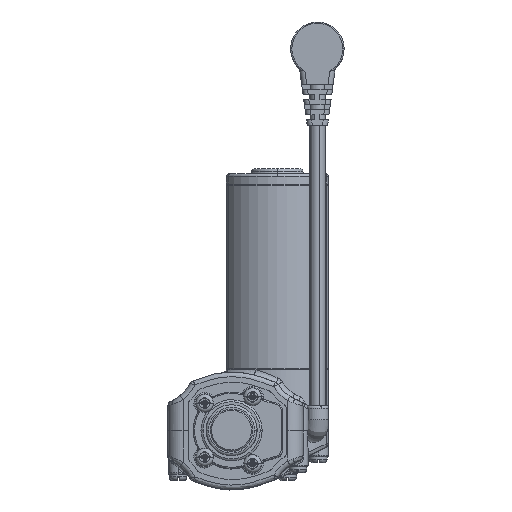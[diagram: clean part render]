
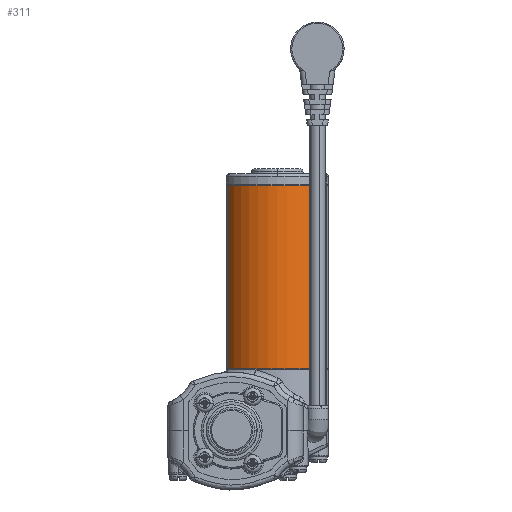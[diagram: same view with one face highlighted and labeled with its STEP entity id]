
A CAD part, top view. The second image highlights one B-rep face of the part: STEP entity #311.
In plain terms, the highlighted cylindrical face has radius 22.5 mm (diameter 45 mm), a partial arc.
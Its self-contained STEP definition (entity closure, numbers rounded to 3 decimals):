
#223 = VERTEX_POINT ( 'NONE', #8306 ) ;
#227 = EDGE_CURVE ( 'NONE', #228, #223, #8416, .T. ) ;
#228 = VERTEX_POINT ( 'NONE', #8411 ) ;
#262 = EDGE_CURVE ( 'NONE', #101406, #223, #8446, .T. ) ;
#281 = ORIENTED_EDGE ( 'NONE', *, *, #227, .T. ) ;
#282 = ORIENTED_EDGE ( 'NONE', *, *, #262, .F. ) ;
#283 = ORIENTED_EDGE ( 'NONE', *, *, #101498, .F. ) ;
#285 = ORIENTED_EDGE ( 'NONE', *, *, #307, .T. ) ;
#307 = EDGE_CURVE ( 'NONE', #101495, #228, #8597, .T. ) ;
#311 = ADVANCED_FACE ( 'NONE', ( #8581 ), #8579, .T. ) ;
#359 = EDGE_LOOP ( 'NONE', ( #281, #282, #283, #285 ) ) ;
#8306 = CARTESIAN_POINT ( 'NONE',  ( 37.286, 24.5, 45.589 ) ) ;
#8411 = CARTESIAN_POINT ( 'NONE',  ( -1.286, 24.5, 45.589 ) ) ;
#8412 = DIRECTION ( 'NONE',  ( 0., 0., 1. ) ) ;
#8413 = DIRECTION ( 'NONE',  ( 0., 1., 0. ) ) ;
#8414 = CARTESIAN_POINT ( 'NONE',  ( 18., 24.5, 34. ) ) ;
#8415 = AXIS2_PLACEMENT_3D ( 'NONE', #8414, #8413, #8412 ) ;
#8416 = CIRCLE ( 'NONE', #8415, 22.5 ) ;
#8443 = DIRECTION ( 'NONE',  ( 0., -1., 0. ) ) ;
#8444 = VECTOR ( 'NONE', #8443, 1000. ) ;
#8445 = CARTESIAN_POINT ( 'NONE',  ( 37.286, 96.4, 45.589 ) ) ;
#8446 = LINE ( 'NONE', #8445, #8444 ) ;
#8569 = DIRECTION ( 'NONE',  ( 0., 0., -1. ) ) ;
#8572 = DIRECTION ( 'NONE',  ( 0., -1., 0. ) ) ;
#8574 = CARTESIAN_POINT ( 'NONE',  ( 18., 96.4, 34. ) ) ;
#8576 = AXIS2_PLACEMENT_3D ( 'NONE', #8574, #8572, #8569 ) ;
#8579 = CYLINDRICAL_SURFACE ( 'NONE', #8576, 22.5 ) ;
#8581 = FACE_OUTER_BOUND ( 'NONE', #359, .T. ) ;
#8594 = DIRECTION ( 'NONE',  ( 0., -1., 0. ) ) ;
#8595 = VECTOR ( 'NONE', #8594, 1000. ) ;
#8596 = CARTESIAN_POINT ( 'NONE',  ( -1.286, 96.4, 45.589 ) ) ;
#8597 = LINE ( 'NONE', #8596, #8595 ) ;
#31331 = CARTESIAN_POINT ( 'NONE',  ( 37.286, 96.4, 45.589 ) ) ;
#31426 = DIRECTION ( 'NONE',  ( 0., 0., 1. ) ) ;
#31427 = DIRECTION ( 'NONE',  ( 0., 1., 0. ) ) ;
#31428 = CARTESIAN_POINT ( 'NONE',  ( 18., 96.4, 34. ) ) ;
#31429 = AXIS2_PLACEMENT_3D ( 'NONE', #31428, #31427, #31426 ) ;
#31430 = CIRCLE ( 'NONE', #31429, 22.5 ) ;
#31431 = CARTESIAN_POINT ( 'NONE',  ( -1.286, 96.4, 45.589 ) ) ;
#101406 = VERTEX_POINT ( 'NONE', #31331 ) ;
#101495 = VERTEX_POINT ( 'NONE', #31431 ) ;
#101498 = EDGE_CURVE ( 'NONE', #101495, #101406, #31430, .T. ) ;
